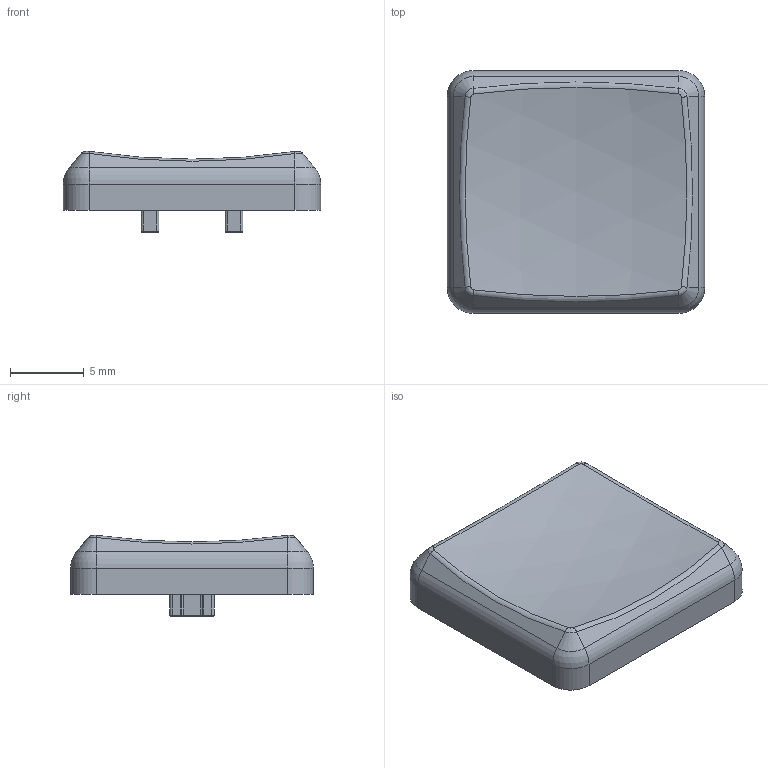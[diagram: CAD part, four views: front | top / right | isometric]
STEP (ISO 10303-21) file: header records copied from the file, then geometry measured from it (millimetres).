
FILE_DESCRIPTION(/* description */ ('','CAx-IF Rec.Pracs.---Representation and Presentation of Product Manufacturing Information (PMI)---4.0---2014-10-13'),/* implementation_level */ '2;1');
FILE_NAME(/* name */ 'keycap.stp',/* time_stamp */ '2022-11-06T09:51:08+01:00',/* author */ (''),/* organization */ (''),/* preprocessor_version */ 'ST-DEVELOPER v19',/* originating_system */ 'Autodesk Inventor 2023',/* authorisation */ '');
FILE_SCHEMA (('AP242_MANAGED_MODEL_BASED_3D_ENGINEERING_MIM_LF { 1 0 10303 442 1 1 4 }'));
Length unit declared in the file: millimetre
Products named in the file (1): (Unsaved)
Bounding box: 17.45 x 16.45 x 5.51 mm (x, y, z)
Volume: 626.5 mm3; surface area: 865.8 mm2
Topology: 1 solids, 1 shells, 208 faces, 504 edges, 300 vertices
Faces by surface type: cylinder 76, plane 63, torus 28, bspline 24, sphere 13, cone 4
Full cylindrical faces by diameter (mm): 2.762 x1, 2.826 x1, 2.893 x1, 3.007 x1
Entity records: 7525 total; most frequent: CARTESIAN_POINT 2374, DIRECTION 1060, ORIENTED_EDGE 1000, EDGE_CURVE 500, AXIS2_PLACEMENT_3D 410, VERTEX_POINT 300, LINE 240, VECTOR 240
